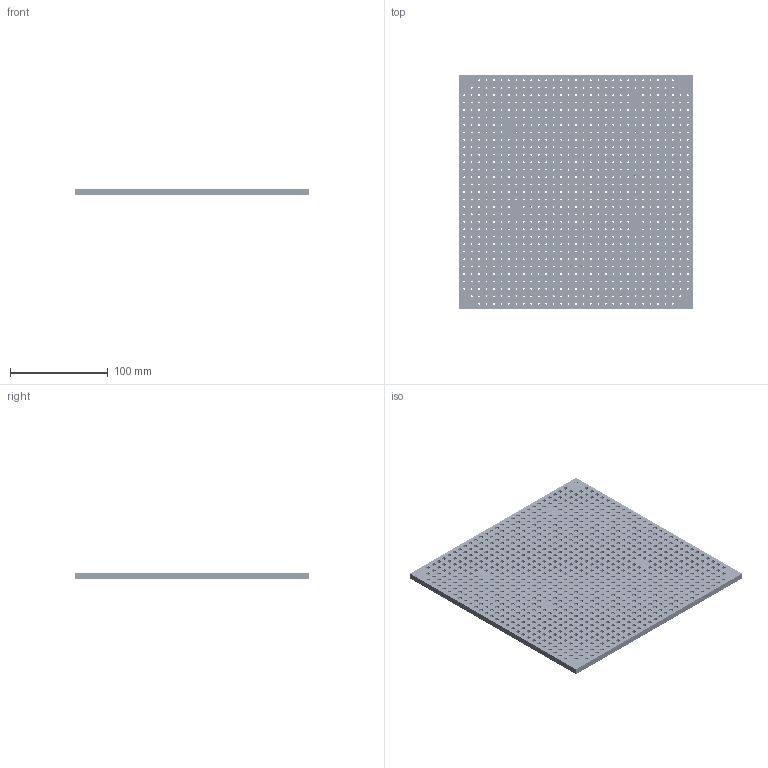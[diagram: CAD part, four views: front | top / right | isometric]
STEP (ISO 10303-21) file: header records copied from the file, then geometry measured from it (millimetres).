
FILE_DESCRIPTION(/* description */ (''),/* implementation_level */ '2;1');
FILE_NAME(/* name */ 'PCB.step',/* time_stamp */ '2022-06-20T00:11:43+02:00',/* author */ (''),/* organization */ (''),/* preprocessor_version */ 'ST-DEVELOPER v19',/* originating_system */ 'Autodesk Translation Framework v11.7.0.108',/* authorisation */ '');
FILE_SCHEMA (('AUTOMOTIVE_DESIGN { 1 0 10303 214 3 1 1 }'));
Products named in the file (1): pcb
Bounding box: 240 x 240 x 6 mm (x, y, z)
Volume: 314751.5 mm3; surface area: 159445 mm2
Topology: 1 solids, 1 shells, 2834 faces, 5670 edges, 3780 vertices
Faces by surface type: cylinder 1880, plane 954
Full cylindrical faces by diameter (mm): 1.8 x940, 4 x940
Entity records: 79383 total; most frequent: DIRECTION 15100, CARTESIAN_POINT 12285, ORIENTED_EDGE 11340, AXIS2_PLACEMENT_3D 6595, EDGE_CURVE 5670, EDGE_LOOP 5656, VERTEX_POINT 3780, CIRCLE 3760
